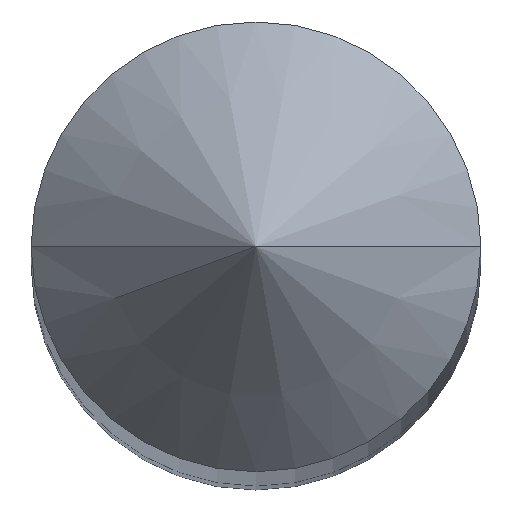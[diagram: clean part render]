
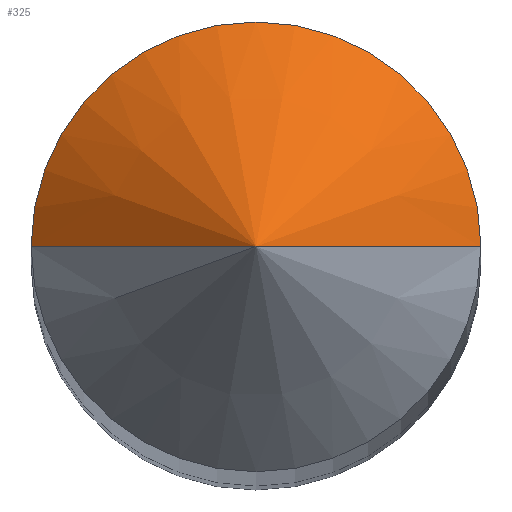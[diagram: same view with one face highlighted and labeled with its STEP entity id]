
A CAD part, top view. The second image highlights one B-rep face of the part: STEP entity #325.
In plain terms, the highlighted conical face has half-angle 45 degrees and reference radius 0.625 mm.
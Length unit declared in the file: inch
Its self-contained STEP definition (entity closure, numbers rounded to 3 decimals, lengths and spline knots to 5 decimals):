
#20 = CARTESIAN_POINT ( 'NONE',  ( -0.0246, 0., -0.03125 ) ) ;
#24 = LINE ( 'NONE', #20, #185 ) ;
#46 = VECTOR ( 'NONE', #93, 39.37008 ) ;
#51 = CONICAL_SURFACE ( 'NONE', #254, 0.0246, 0.785 ) ;
#52 = EDGE_CURVE ( 'NONE', #196, #307, #184, .T. ) ;
#53 = FACE_OUTER_BOUND ( 'NONE', #59, .T. ) ;
#59 = EDGE_LOOP ( 'NONE', ( #176, #276, #230 ) ) ;
#66 = EDGE_CURVE ( 'NONE', #307, #308, #292, .T. ) ;
#93 = DIRECTION ( 'NONE',  ( 0.707, 0., -0.707 ) ) ;
#101 = DIRECTION ( 'NONE',  ( 0., 0., -1. ) ) ;
#117 = CARTESIAN_POINT ( 'NONE',  ( 0., 0., -0.03125 ) ) ;
#176 = ORIENTED_EDGE ( 'NONE', *, *, #208, .F. ) ;
#179 = DIRECTION ( 'NONE',  ( 0., 0., 1. ) ) ;
#184 = LINE ( 'NONE', #265, #46 ) ;
#185 = VECTOR ( 'NONE', #275, 39.37008 ) ;
#192 = CARTESIAN_POINT ( 'NONE',  ( 0.0246, 0., -0.03125 ) ) ;
#196 = VERTEX_POINT ( 'NONE', #222 ) ;
#208 = EDGE_CURVE ( 'NONE', #196, #308, #24, .T. ) ;
#222 = CARTESIAN_POINT ( 'NONE',  ( 0., 0., -0.00665 ) ) ;
#230 = ORIENTED_EDGE ( 'NONE', *, *, #66, .T. ) ;
#254 = AXIS2_PLACEMENT_3D ( 'NONE', #351, #101, #326 ) ;
#265 = CARTESIAN_POINT ( 'NONE',  ( 0.0246, 0., -0.03125 ) ) ;
#275 = DIRECTION ( 'NONE',  ( -0.707, 0., -0.707 ) ) ;
#276 = ORIENTED_EDGE ( 'NONE', *, *, #52, .T. ) ;
#286 = DIRECTION ( 'NONE',  ( 1., 0., 0. ) ) ;
#292 = CIRCLE ( 'NONE', #305, 0.0246 ) ;
#301 = CARTESIAN_POINT ( 'NONE',  ( -0.0246, 0., -0.03125 ) ) ;
#305 = AXIS2_PLACEMENT_3D ( 'NONE', #117, #179, #286 ) ;
#307 = VERTEX_POINT ( 'NONE', #192 ) ;
#308 = VERTEX_POINT ( 'NONE', #301 ) ;
#325 = ADVANCED_FACE ( 'NONE', ( #53 ), #51, .T. ) ;
#326 = DIRECTION ( 'NONE',  ( -1., 0., 0. ) ) ;
#351 = CARTESIAN_POINT ( 'NONE',  ( 0., 0., -0.03125 ) ) ;
